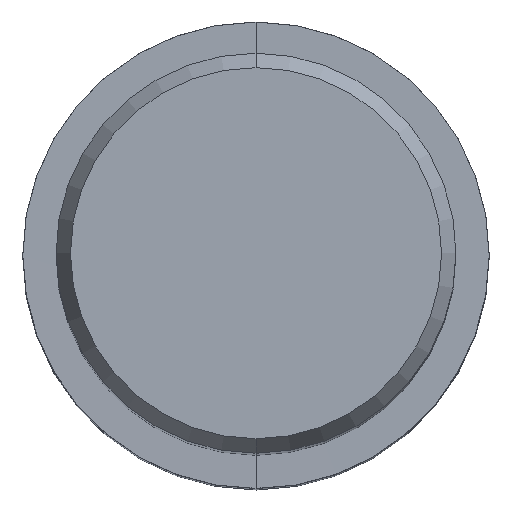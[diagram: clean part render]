
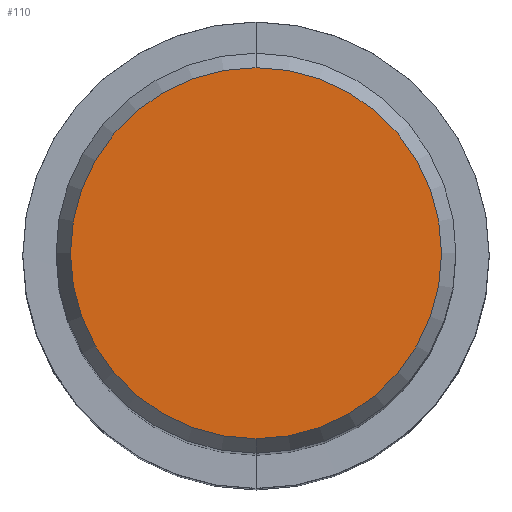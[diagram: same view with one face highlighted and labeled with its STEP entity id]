
A CAD part, top view. The second image highlights one B-rep face of the part: STEP entity #110.
In plain terms, the highlighted planar face has unit normal (0, 0, 1).
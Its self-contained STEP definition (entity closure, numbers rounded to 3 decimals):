
#104=EDGE_CURVE('',#166,#128,#220,.T.);
#110=ADVANCED_FACE('',(#227),#228,.T.);
#112=EDGE_CURVE('',#128,#166,#230,.T.);
#128=VERTEX_POINT('',#248);
#166=VERTEX_POINT('',#290);
#220=CIRCLE('',#345,8.837);
#227=FACE_OUTER_BOUND('',#354,.T.);
#228=PLANE('',#355);
#230=CIRCLE('',#358,8.837);
#248=CARTESIAN_POINT('',(0.0,8.837,0.01));
#290=CARTESIAN_POINT('',(0.,-8.837,0.01));
#345=AXIS2_PLACEMENT_3D('',#473,#474,#475);
#354=EDGE_LOOP('',(#486,#487));
#355=AXIS2_PLACEMENT_3D('',#488,#489,#490);
#358=AXIS2_PLACEMENT_3D('',#491,#492,#493);
#473=CARTESIAN_POINT('',(0.0,0.0,0.01));
#474=DIRECTION('',(0.0,0.0,-1.0));
#475=DIRECTION('',(0.0,1.0,0.0));
#486=ORIENTED_EDGE('',*,*,#112,.F.);
#487=ORIENTED_EDGE('',*,*,#104,.F.);
#488=CARTESIAN_POINT('',(0.0,4.419,0.01));
#489=DIRECTION('',(-0.0,0.0,1.0));
#490=DIRECTION('',(0.0,-1.0,0.0));
#491=CARTESIAN_POINT('',(0.0,0.0,0.01));
#492=DIRECTION('',(0.0,0.0,-1.0));
#493=DIRECTION('',(0.0,1.0,0.0));
